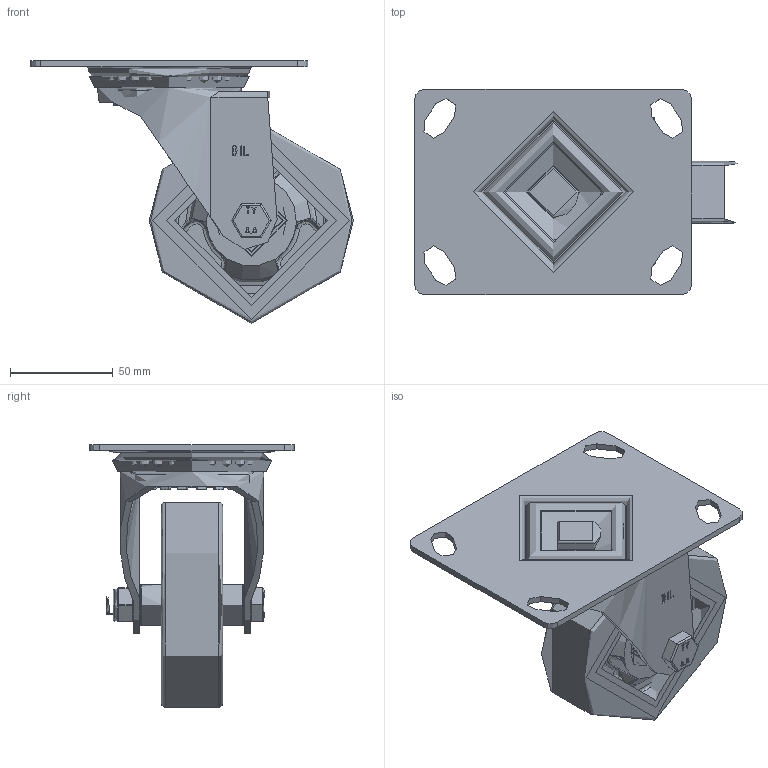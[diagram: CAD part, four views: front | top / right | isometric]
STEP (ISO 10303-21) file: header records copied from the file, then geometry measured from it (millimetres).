
FILE_DESCRIPTION(/* description */ (''),/* implementation_level */ '2;1');
FILE_NAME(/* name */ 'BZEH100PTBJLP.step',/* time_stamp */ '2025-06-27T11:34:58+01:00',/* author */ (''),/* organization */ (''),/* preprocessor_version */ 'ST-DEVELOPER v20.1',/* originating_system */ 'Autodesk Translation Framework v14.10.0.0',/* authorisation */ '');
FILE_SCHEMA (('AUTOMOTIVE_DESIGN { 1 0 10303 214 3 1 1 }'));
Products named in the file (32): BZEH100PTBJLP; BZEH100ASLP v1; ZINC PLATED, PRESSED STEEL TOP PLATE; ZINC PLATED, PRESSED STEEL TOP PLATE Geometry; Pattern; Component2; ZINC PLATED, PRESSED STEEL FORKS; BEARING SEAL; BZH100WPTBJM15 v1; CAST IRON RIM; POLYURETHANE TYRE; BEARING 6202; Pattern (1); BEARING 6202 (1); Pattern (1) (1); Component1; METAL; METAL2; MIDDLE; RUBBER; RUBBER2; BEARING SPACER; TH15X10X10 v1; ZINC PLATED HEADED SPACER; TH15X10X10 v1 (1); ZINC PLATED HEADED SPACER (1); HEXBOLTM10X70Z8.8 v2; GRADE 8.8 THREADED ZINC PLATED BOLT; NYLOCM10Z v1; NYLOC NUT; RUBBER (1); NUT
Assembly tree (70 placements, depth 5):
  BZEH100PTBJLP
    BZEH100ASLP v1
      ZINC PLATED, PRESSED STEEL TOP PLATE
        ZINC PLATED, PRESSED STEEL TOP PLATE Geometry
        Pattern
          Component2  x20
      ZINC PLATED, PRESSED STEEL FORKS
      BEARING SEAL
    BZH100WPTBJM15 v1
      CAST IRON RIM
      POLYURETHANE TYRE
      BEARING 6202
        METAL
        METAL2
        Pattern (1)
          Component1  x8
        MIDDLE
        RUBBER
        RUBBER2
      BEARING 6202 (1)
        Pattern (1) (1)
          Component1  x8
        METAL
        METAL2
        MIDDLE
        RUBBER
        RUBBER2
      BEARING SPACER
    TH15X10X10 v1
      ZINC PLATED HEADED SPACER
    TH15X10X10 v1 (1)
      ZINC PLATED HEADED SPACER (1)
    HEXBOLTM10X70Z8.8 v2
      GRADE 8.8 THREADED ZINC PLATED BOLT
    NYLOCM10Z v1
      NYLOC NUT
        RUBBER (1)
        NUT
Bounding box: 157.23 x 100 x 128 mm (x, y, z)
Volume: 275341.2 mm3; surface area: 146306.2 mm2
Topology: 57 solids, 57 shells, 1329 faces, 3328 edges, 2155 vertices
Faces by surface type: plane 519, bspline 380, cylinder 225, torus 110, sphere 80, cone 15
Full cylindrical faces by diameter (mm): 8.141 x18, 9.85 x19, 10 x3, 10.2 x2, 10.5 x2, 12 x2, 14.75 x2, 15 x3, 16 x2, 18 x2, 19 x1, 20 x10, 21 x1, 22.5 x4, 23 x4, 25 x2, 30 x9, 30.5 x4, 31 x8, 32 x3, 35 x4, 54 x1, 64 x1, 70 x1, 74.5 x2, 83 x2, 100 x1
Entity records: 59086 total; most frequent: CARTESIAN_POINT 36409, ORIENTED_EDGE 4732, DIRECTION 4097, EDGE_CURVE 2366, AXIS2_PLACEMENT_3D 1580, VERTEX_POINT 1529, EDGE_LOOP 1113, FACE_OUTER_BOUND 965
